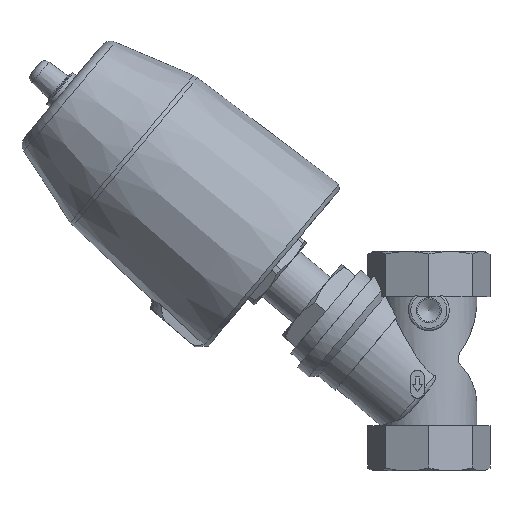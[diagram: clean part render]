
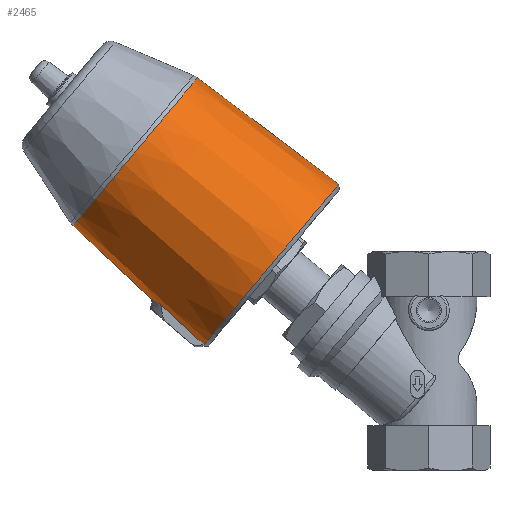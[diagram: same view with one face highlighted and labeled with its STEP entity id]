
A CAD part, left-side view. The second image highlights one B-rep face of the part: STEP entity #2465.
In plain terms, the highlighted conical face has half-angle 3 degrees and reference radius 42.811 mm.
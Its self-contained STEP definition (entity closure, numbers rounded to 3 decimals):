
#304=CONICAL_SURFACE('',#2736,42.811,0.052);
#502=B_SPLINE_CURVE_WITH_KNOTS('',3,(#4244,#4245,#4246,#4247,#4248,#4249,
#4250,#4251,#4252),.UNSPECIFIED.,.F.,.F.,(4,1,1,1,1,1,4),(0.,
0.003,0.006,0.011,0.017,
0.02,0.023),.UNSPECIFIED.);
#504=B_SPLINE_CURVE_WITH_KNOTS('',3,(#4264,#4265,#4266,#4267),
 .UNSPECIFIED.,.F.,.F.,(4,4),(0.001,0.028),
 .UNSPECIFIED.);
#505=B_SPLINE_CURVE_WITH_KNOTS('',3,(#4280,#4281,#4282,#4283),
 .UNSPECIFIED.,.F.,.F.,(4,4),(0.002,0.028),
 .UNSPECIFIED.);
#509=B_SPLINE_CURVE_WITH_KNOTS('',3,(#4335,#4336,#4337,#4338,#4339,#4340,
#4341,#4342,#4343,#4344,#4345,#4346,#4347,#4348,#4349,#4350,#4351,#4352,
#4353,#4354,#4355,#4356,#4357,#4358,#4359,#4360,#4361,#4362,#4363,#4364,
#4365,#4366,#4367,#4368,#4369,#4370,#4371,#4372,#4373,#4374,#4375,#4376,
#4377,#4378,#4379,#4380,#4381,#4382,#4383,#4384,#4385,#4386),
 .UNSPECIFIED.,.F.,.F.,(4,1,1,1,1,1,1,1,1,1,1,1,1,1,1,1,1,1,1,1,1,1,1,1,
1,1,1,1,1,1,1,1,1,1,1,1,1,1,1,1,1,1,1,1,1,1,1,1,1,4),(0.157,
0.166,0.17,0.174,0.183,
0.191,0.2,0.209,0.217,0.221,
0.226,0.23,0.234,0.239,
0.243,0.247,0.251,0.256,
0.26,0.264,0.269,0.277,
0.286,0.294,0.298,0.303,
0.307,0.311,0.32,0.328,
0.337,0.341,0.346,0.35,
0.354,0.358,0.363,0.367,0.371,
0.376,0.38,0.384,0.388,
0.393,0.397,0.401,0.406,
0.414,0.423,0.431),.UNSPECIFIED.);
#803=ORIENTED_EDGE('',*,*,#1421,.T.);
#804=ORIENTED_EDGE('',*,*,#1425,.T.);
#805=ORIENTED_EDGE('',*,*,#1453,.T.);
#806=ORIENTED_EDGE('',*,*,#1432,.F.);
#807=ORIENTED_EDGE('',*,*,#1465,.T.);
#1421=EDGE_CURVE('',#1753,#1755,#502,.T.);
#1425=EDGE_CURVE('',#1755,#1759,#504,.T.);
#1432=EDGE_CURVE('',#1753,#1765,#505,.T.);
#1453=EDGE_CURVE('',#1759,#1765,#509,.T.);
#1465=EDGE_CURVE('',#1786,#1786,#1953,.T.);
#1753=VERTEX_POINT('',#4235);
#1755=VERTEX_POINT('',#4243);
#1759=VERTEX_POINT('',#4263);
#1765=VERTEX_POINT('',#4284);
#1786=VERTEX_POINT('',#4424);
#1953=CIRCLE('',#2735,42.811);
#2052=EDGE_LOOP('',(#803,#804,#805,#806));
#2053=EDGE_LOOP('',(#807));
#2254=FACE_BOUND('',#2052,.T.);
#2255=FACE_BOUND('',#2053,.T.);
#2465=ADVANCED_FACE('',(#2254,#2255),#304,.T.);
#2735=AXIS2_PLACEMENT_3D('',#4423,#3211,#3212);
#2736=AXIS2_PLACEMENT_3D('',#4425,#3213,#3214);
#3211=DIRECTION('',(0.643,-0.766,0.));
#3212=DIRECTION('',(0.766,0.643,0.));
#3213=DIRECTION('',(0.643,-0.766,0.));
#3214=DIRECTION('',(0.766,0.643,0.));
#4235=CARTESIAN_POINT('',(-73.625,118.58,10.));
#4243=CARTESIAN_POINT('',(-73.625,118.58,-10.));
#4244=CARTESIAN_POINT('',(-73.625,118.58,10.));
#4245=CARTESIAN_POINT('',(-74.003,119.19,9.376));
#4246=CARTESIAN_POINT('',(-74.638,120.286,7.991));
#4247=CARTESIAN_POINT('',(-75.529,121.979,4.692));
#4248=CARTESIAN_POINT('',(-75.944,122.876,-0.006));
#4249=CARTESIAN_POINT('',(-75.526,121.973,-4.709));
#4250=CARTESIAN_POINT('',(-74.635,120.28,-7.997));
#4251=CARTESIAN_POINT('',(-74.003,119.19,-9.375));
#4252=CARTESIAN_POINT('',(-73.625,118.58,-10.));
#4263=CARTESIAN_POINT('',(-55.755,99.466,-10.));
#4264=CARTESIAN_POINT('',(-73.625,118.58,-10.));
#4265=CARTESIAN_POINT('',(-67.668,112.208,-10.));
#4266=CARTESIAN_POINT('',(-61.711,105.837,-10.));
#4267=CARTESIAN_POINT('',(-55.755,99.466,-10.));
#4280=CARTESIAN_POINT('',(-73.625,118.58,10.));
#4281=CARTESIAN_POINT('',(-67.668,112.208,10.));
#4282=CARTESIAN_POINT('',(-61.711,105.837,10.));
#4283=CARTESIAN_POINT('',(-55.755,99.466,10.));
#4284=CARTESIAN_POINT('',(-55.755,99.466,10.));
#4335=CARTESIAN_POINT('',(-55.755,99.466,-10.));
#4336=CARTESIAN_POINT('',(-56.225,99.071,-12.81));
#4337=CARTESIAN_POINT('',(-57.215,98.241,-16.886));
#4338=CARTESIAN_POINT('',(-59.087,96.67,-22.045));
#4339=CARTESIAN_POINT('',(-61.347,94.773,-27.022));
#4340=CARTESIAN_POINT('',(-64.731,91.934,-32.577));
#4341=CARTESIAN_POINT('',(-69.758,87.716,-38.287));
#4342=CARTESIAN_POINT('',(-75.385,82.994,-42.622));
#4343=CARTESIAN_POINT('',(-81.643,77.743,-45.607));
#4344=CARTESIAN_POINT('',(-87.005,73.244,-46.789));
#4345=CARTESIAN_POINT('',(-91.436,69.526,-46.966));
#4346=CARTESIAN_POINT('',(-94.708,66.78,-46.7));
#4347=CARTESIAN_POINT('',(-97.94,64.069,-46.052));
#4348=CARTESIAN_POINT('',(-101.135,61.388,-45.016));
#4349=CARTESIAN_POINT('',(-104.267,58.759,-43.589));
#4350=CARTESIAN_POINT('',(-107.243,56.262,-41.818));
#4351=CARTESIAN_POINT('',(-110.085,53.878,-39.705));
#4352=CARTESIAN_POINT('',(-112.801,51.598,-37.229));
#4353=CARTESIAN_POINT('',(-115.319,49.485,-34.45));
#4354=CARTESIAN_POINT('',(-117.613,47.56,-31.409));
#4355=CARTESIAN_POINT('',(-119.692,45.816,-28.104));
#4356=CARTESIAN_POINT('',(-122.176,43.732,-23.312));
#4357=CARTESIAN_POINT('',(-124.582,41.713,-16.937));
#4358=CARTESIAN_POINT('',(-126.392,40.194,-8.589));
#4359=CARTESIAN_POINT('',(-126.894,39.773,-1.427));
#4360=CARTESIAN_POINT('',(-126.689,39.945,4.327));
#4361=CARTESIAN_POINT('',(-126.239,40.323,8.564));
#4362=CARTESIAN_POINT('',(-125.492,40.95,12.754));
#4363=CARTESIAN_POINT('',(-124.094,42.123,18.232));
#4364=CARTESIAN_POINT('',(-121.691,44.139,24.598));
#4365=CARTESIAN_POINT('',(-117.704,47.485,31.574));
#4366=CARTESIAN_POINT('',(-113.715,50.832,36.393));
#4367=CARTESIAN_POINT('',(-110.083,53.879,39.707));
#4368=CARTESIAN_POINT('',(-107.23,56.273,41.827));
#4369=CARTESIAN_POINT('',(-104.254,58.77,43.595));
#4370=CARTESIAN_POINT('',(-101.152,61.373,45.01));
#4371=CARTESIAN_POINT('',(-97.929,64.078,46.056));
#4372=CARTESIAN_POINT('',(-94.693,66.792,46.702));
#4373=CARTESIAN_POINT('',(-91.43,69.531,46.965));
#4374=CARTESIAN_POINT('',(-88.126,72.303,46.836));
#4375=CARTESIAN_POINT('',(-84.845,75.056,46.31));
#4376=CARTESIAN_POINT('',(-81.65,77.737,45.404));
#4377=CARTESIAN_POINT('',(-78.527,80.358,44.126));
#4378=CARTESIAN_POINT('',(-75.462,82.929,42.453));
#4379=CARTESIAN_POINT('',(-72.56,85.365,40.441));
#4380=CARTESIAN_POINT('',(-69.824,87.661,38.105));
#4381=CARTESIAN_POINT('',(-67.249,89.821,35.445));
#4382=CARTESIAN_POINT('',(-64.045,92.509,31.451));
#4383=CARTESIAN_POINT('',(-60.662,95.348,25.897));
#4384=CARTESIAN_POINT('',(-57.53,97.976,18.217));
#4385=CARTESIAN_POINT('',(-56.222,99.074,12.794));
#4386=CARTESIAN_POINT('',(-55.755,99.466,10.));
#4423=CARTESIAN_POINT('',(-141.077,129.854,0.));
#4424=CARTESIAN_POINT('',(-108.282,157.373,0.));
#4425=CARTESIAN_POINT('',(-141.077,129.854,0.));
